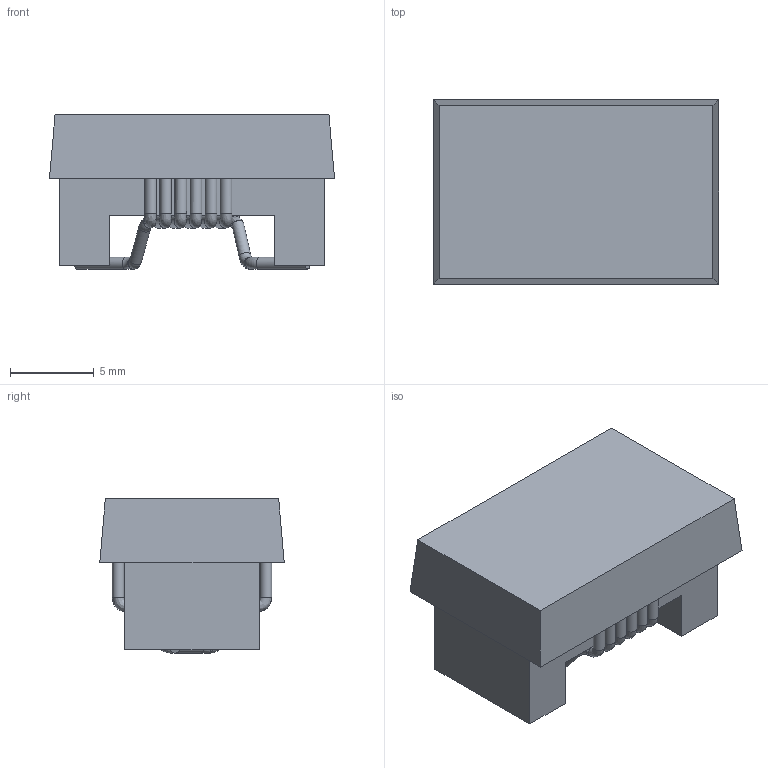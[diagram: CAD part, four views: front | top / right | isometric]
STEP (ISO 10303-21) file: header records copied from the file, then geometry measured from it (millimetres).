
FILE_DESCRIPTION(/* description */ ('Unknown','CAx-IF Rec.Pracs.---Representation and Presentation of Product Manufacturing Information (PMI)---4.0---2014-10-13','CAx-IF Rec.Pracs.---3D Tessellated Geometry---0.4---2014-09-14','2;1'),/* implementation_level */ '2;1');
FILE_NAME(/* name */ 'L_Wurth_WE-KIHC-0603',/* time_stamp */ '2024-12-17T14:27:06+08:00',/* author */ ('Unknown'),/* organization */ ('Unknown'),/* preprocessor_version */ 'ST-DEVELOPER v16.7',/* originating_system */ 'Solid Edge',/* authorisation */ 'Unknown');
FILE_SCHEMA (('AP242_MANAGED_MODEL_BASED_3D_ENGINEERING_MIM_LF { 1 0 10303 442 1 1 4 }'));
Length unit declared in the file: millimetre
Products named in the file (2): L_Wurth_WE-KIHC-0603
Assembly tree (1 placements, depth 2):
  L_Wurth_WE-KIHC-0603
    L_Wurth_WE-KIHC-0603
Bounding box: 17 x 11 x 9.2 mm (x, y, z)
Volume: 1131.2 mm3; surface area: 984.9 mm2
Topology: 1 solids, 1 shells, 60 faces, 153 edges, 94 vertices
Faces by surface type: cylinder 23, plane 17, bspline 13, torus 7
Full cylindrical faces by diameter (mm): 0.7 x23
Entity records: 2486 total; most frequent: CARTESIAN_POINT 833, DIRECTION 244, ORIENTED_EDGE 194, EDGE_LOOP 116, FACE_BOUND 116, AXIS2_PLACEMENT_3D 100, EDGE_CURVE 97, VERTEX_POINT 81
